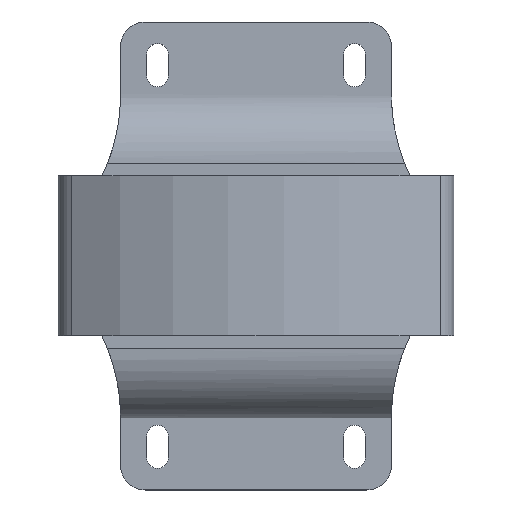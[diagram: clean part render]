
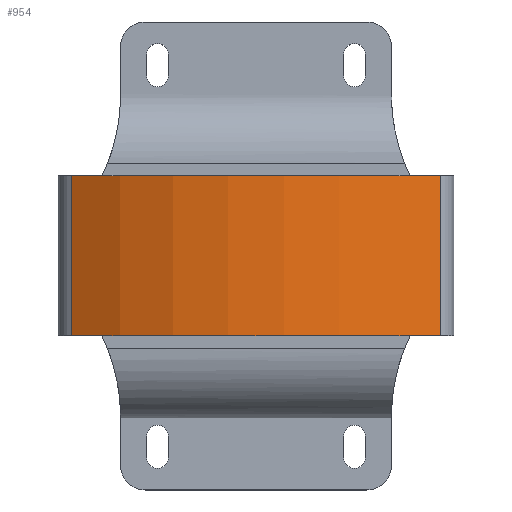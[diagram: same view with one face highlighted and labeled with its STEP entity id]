
A CAD part, top view. The second image highlights one B-rep face of the part: STEP entity #954.
In plain terms, the highlighted cylindrical face has radius 52.5 mm (diameter 105 mm), a partial arc.
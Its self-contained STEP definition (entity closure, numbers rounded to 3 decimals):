
#96=FACE_OUTER_BOUND('',#152,.T.);
#152=EDGE_LOOP('',(#865,#866,#867,#868));
#237=LINE('',#1699,#321);
#238=LINE('',#1701,#322);
#321=VECTOR('',#1333,10.);
#322=VECTOR('',#1336,10.);
#365=CIRCLE('',#1051,52.5);
#368=CIRCLE('',#1058,52.5);
#459=VERTEX_POINT('',#1678);
#460=VERTEX_POINT('',#1680);
#461=VERTEX_POINT('',#1688);
#462=VERTEX_POINT('',#1690);
#592=EDGE_CURVE('',#459,#460,#365,.T.);
#596=EDGE_CURVE('',#461,#462,#368,.T.);
#601=EDGE_CURVE('',#460,#461,#237,.T.);
#602=EDGE_CURVE('',#462,#459,#238,.T.);
#865=ORIENTED_EDGE('',*,*,#601,.F.);
#866=ORIENTED_EDGE('',*,*,#592,.F.);
#867=ORIENTED_EDGE('',*,*,#602,.F.);
#868=ORIENTED_EDGE('',*,*,#596,.F.);
#906=CYLINDRICAL_SURFACE('',#1064,52.5);
#954=ADVANCED_FACE('',(#96),#906,.T.);
#1051=AXIS2_PLACEMENT_3D('',#1681,#1306,#1307);
#1058=AXIS2_PLACEMENT_3D('',#1691,#1321,#1322);
#1064=AXIS2_PLACEMENT_3D('',#1700,#1334,#1335);
#1306=DIRECTION('center_axis',(0.,1.,0.));
#1307=DIRECTION('ref_axis',(-0.762,0.,0.648));
#1321=DIRECTION('center_axis',(0.,-1.,0.));
#1322=DIRECTION('ref_axis',(-0.762,0.,0.648));
#1333=DIRECTION('',(0.,-1.,0.));
#1334=DIRECTION('center_axis',(0.,1.,0.));
#1335=DIRECTION('ref_axis',(-0.762,0.,0.648));
#1336=DIRECTION('',(0.,1.,0.));
#1678=CARTESIAN_POINT('',(-29.964,13.,9.106));
#1680=CARTESIAN_POINT('',(29.964,13.,9.106));
#1681=CARTESIAN_POINT('Origin',(0.,13.,-34.004));
#1688=CARTESIAN_POINT('',(29.964,-13.,9.106));
#1690=CARTESIAN_POINT('',(-29.964,-13.,9.106));
#1691=CARTESIAN_POINT('Origin',(0.,-13.,-34.004));
#1699=CARTESIAN_POINT('',(29.964,0.,9.106));
#1700=CARTESIAN_POINT('Origin',(0.,0.,-34.004));
#1701=CARTESIAN_POINT('',(-29.964,0.,9.106));
